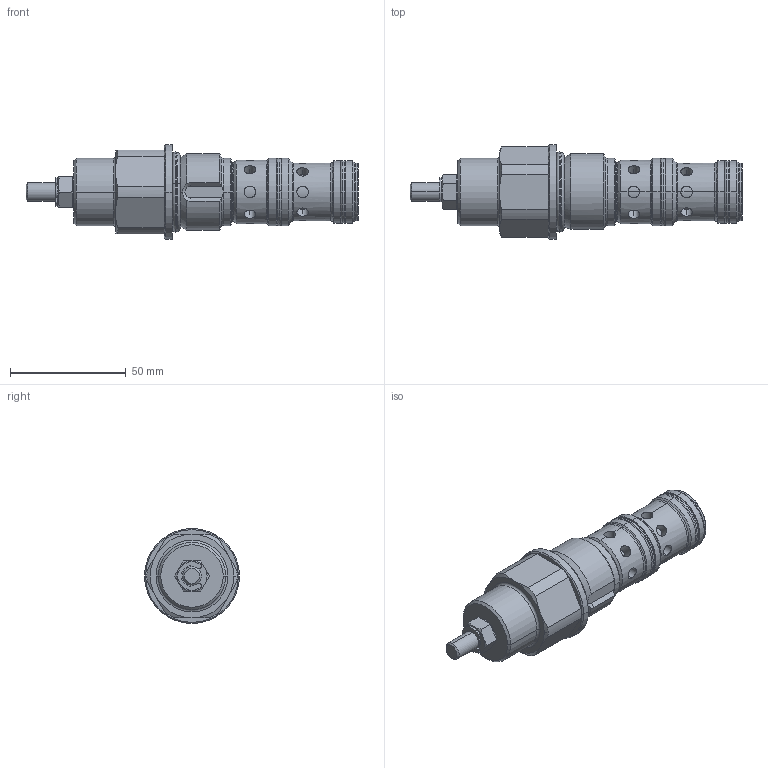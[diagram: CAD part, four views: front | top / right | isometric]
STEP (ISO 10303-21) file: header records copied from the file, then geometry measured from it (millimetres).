
FILE_DESCRIPTION (( 'STEP AP214' ), '1' );
FILE_NAME ('419.D4_Kunde.STEP', '2017-02-22T08:07:02', ( 'user' ), ( '' ), 'SwSTEP 2.0', 'SolidWorks 2016', '' );
FILE_SCHEMA (( 'AUTOMOTIVE_DESIGN' ));
Length unit declared in the file: millimetre
Products named in the file (1): 419.D4_Kunde
Bounding box: 143.37 x 41 x 41 mm (x, y, z)
Volume: 91055.7 mm3; surface area: 19054.3 mm2
Topology: 5 solids, 5 shells, 242 faces, 524 edges, 310 vertices
Faces by surface type: cylinder 115, torus 44, plane 43, cone 40
Entity records: 8557 total; most frequent: CARTESIAN_POINT 3143, DIRECTION 1156, ORIENTED_EDGE 1048, EDGE_CURVE 524, AXIS2_PLACEMENT_3D 487, VERTEX_POINT 310, EDGE_LOOP 266, CIRCLE 244
